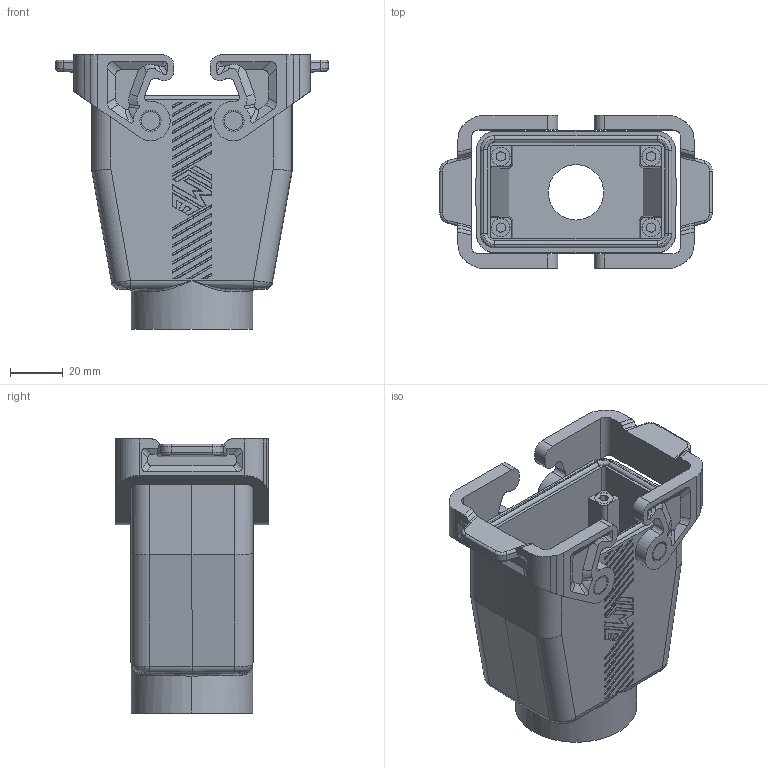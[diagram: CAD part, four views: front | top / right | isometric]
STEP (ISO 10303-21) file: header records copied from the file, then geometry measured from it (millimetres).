
FILE_DESCRIPTION(('Creo Elements/Direct Modeling STEP Export'),'2;1');
FILE_NAME('0ln7uvk5tn6uuqp2880','2023-11-14T13:59:54',(''),(''),'Creo Elements/Direct Modeling STEP processor for AP214 (Solid Model)','Creo Elements/Direct Modeling 20.1B 02-Apr-2019 (C) Parametric Technology GmbH','');
FILE_SCHEMA(('AUTOMOTIVE_DESIGN { 1 0 10303 214 1 1 1 1 }'));
Length unit declared in the file: millimetre
Products named in the file (2): TAVW 10 G25
Assembly tree (1 placements, depth 2):
  TAVW 10 G25
    TAVW 10 G25
Bounding box: 103.5 x 58 x 103.9 mm (x, y, z)
Volume: 139611.8 mm3; surface area: 51131.5 mm2
Topology: 1 solids, 1 shells, 664 faces, 1720 edges, 1122 vertices
Faces by surface type: cylinder 362, plane 240, bspline 32, torus 20, cone 10
Entity records: 34244 total; most frequent: CARTESIAN_POINT 12751, ORIENTED_EDGE 3432, DIRECTION 3294, EDGE_CURVE 1716, AXIS2_PLACEMENT_3D 1127, VERTEX_POINT 1122, VECTOR 1040, LINE 1040
